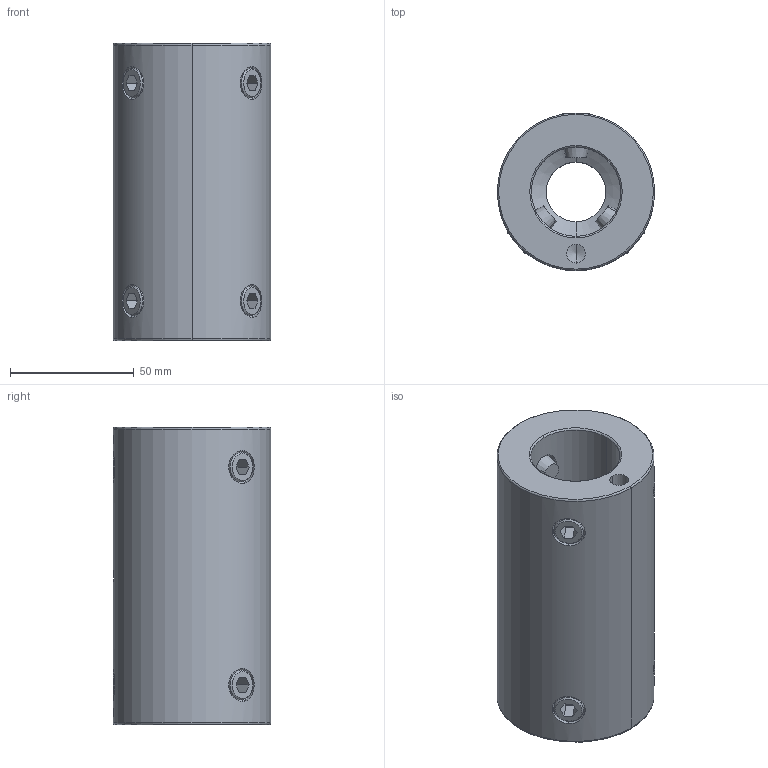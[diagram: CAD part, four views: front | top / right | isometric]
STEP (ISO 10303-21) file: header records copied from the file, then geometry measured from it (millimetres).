
FILE_DESCRIPTION(('no description'),'unknown implementation level');
FILE_NAME('1B075519-4294-436E-9E10-5EFD2DFC9E00_export.stp',' ',('CIMSOURCE GmbH'),('CADClick - KiM GmbH - www.kimweb.de'),'unknown preprocess','ACIS','unknown authorization');
FILE_SCHEMA(('automotive_design'));
Length unit declared in the file: millimetre
Products named in the file (7): 331.868N Kaiser R CKN6 X CKN6 X 120 AL|690.436 Kaiser ETL M12 X 18 CK6;NONE; 331.868N Kaiser R CKN6 X CKN6 X 120 AL|331.868N Kaiser R CKN6 X CKN6 X 120 AL;NONE
Bounding box: 63.5 x 63.5 x 120 mm (x, y, z)
Volume: 275931.7 mm3; surface area: 48839.9 mm2
Topology: 7 solids, 7 shells, 249 faces, 541 edges, 298 vertices
Faces by surface type: plane 89, cylinder 78, cone 74, torus 8
Entity records: 14097 total; most frequent: CARTESIAN_POINT 2420, DIRECTION 1213, STYLED_ITEM 1079, PRESENTATION_STYLE_ASSIGNMENT 1079, COLOUR_RGB 1079, ORIENTED_EDGE 1050, EDGE_CURVE 525, CURVE_STYLE 525
